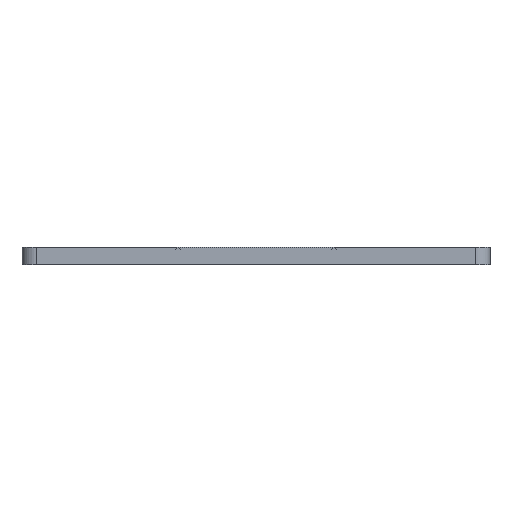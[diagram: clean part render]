
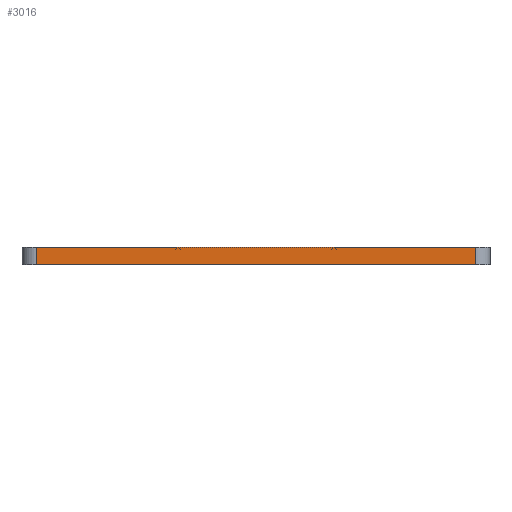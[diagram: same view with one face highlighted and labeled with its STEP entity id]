
A CAD part, front view. The second image highlights one B-rep face of the part: STEP entity #3016.
In plain terms, the highlighted planar face has unit normal (0, -1, 0).
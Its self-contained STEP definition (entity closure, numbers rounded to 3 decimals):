
#203 = DIRECTION ( 'NONE',  ( 1., 0., 0. ) ) ;
#297 = EDGE_CURVE ( 'NONE', #3675, #3996, #2972, .T. ) ;
#444 = CARTESIAN_POINT ( 'NONE',  ( -59., -84., 4.65 ) ) ;
#446 = ORIENTED_EDGE ( 'NONE', *, *, #297, .T. ) ;
#462 = CARTESIAN_POINT ( 'NONE',  ( -59., -84., 0. ) ) ;
#570 = ORIENTED_EDGE ( 'NONE', *, *, #1749, .F. ) ;
#634 = VECTOR ( 'NONE', #203, 1000. ) ;
#650 = EDGE_LOOP ( 'NONE', ( #2232, #3910, #976, #1437, #570, #446 ) ) ;
#801 = CARTESIAN_POINT ( 'NONE',  ( 59., -84., 0. ) ) ;
#854 = EDGE_CURVE ( 'NONE', #2862, #2226, #2476, .T. ) ;
#879 = CARTESIAN_POINT ( 'NONE',  ( -59., -84., 0. ) ) ;
#889 = DIRECTION ( 'NONE',  ( 1., 0., 0. ) ) ;
#945 = DIRECTION ( 'NONE',  ( 0., 1., 0. ) ) ;
#976 = ORIENTED_EDGE ( 'NONE', *, *, #854, .F. ) ;
#1068 = CARTESIAN_POINT ( 'NONE',  ( -59., -84., 4.65 ) ) ;
#1145 = DIRECTION ( 'NONE',  ( 0., 0., 1. ) ) ;
#1291 = VERTEX_POINT ( 'NONE', #1068 ) ;
#1318 = CARTESIAN_POINT ( 'NONE',  ( 59., -84., 4.65 ) ) ;
#1437 = ORIENTED_EDGE ( 'NONE', *, *, #2899, .F. ) ;
#1446 = LINE ( 'NONE', #1493, #4127 ) ;
#1493 = CARTESIAN_POINT ( 'NONE',  ( -59., -84., 4.65 ) ) ;
#1534 = DIRECTION ( 'NONE',  ( 1., 0., 0. ) ) ;
#1624 = DIRECTION ( 'NONE',  ( 1., 0., 0. ) ) ;
#1749 = EDGE_CURVE ( 'NONE', #3675, #1291, #3484, .T. ) ;
#1758 = VECTOR ( 'NONE', #3194, 1000. ) ;
#1983 = LINE ( 'NONE', #3189, #634 ) ;
#2087 = CARTESIAN_POINT ( 'NONE',  ( -59., -84., 0. ) ) ;
#2181 = AXIS2_PLACEMENT_3D ( 'NONE', #879, #945, #1624 ) ;
#2197 = CARTESIAN_POINT ( 'NONE',  ( -21., -84., 4.65 ) ) ;
#2226 = VERTEX_POINT ( 'NONE', #2841 ) ;
#2232 = ORIENTED_EDGE ( 'NONE', *, *, #2951, .T. ) ;
#2259 = EDGE_CURVE ( 'NONE', #2226, #2659, #1983, .T. ) ;
#2476 = LINE ( 'NONE', #444, #3921 ) ;
#2647 = CARTESIAN_POINT ( 'NONE',  ( 59., -84., 0. ) ) ;
#2659 = VERTEX_POINT ( 'NONE', #1318 ) ;
#2841 = CARTESIAN_POINT ( 'NONE',  ( 21., -84., 4.65 ) ) ;
#2862 = VERTEX_POINT ( 'NONE', #2197 ) ;
#2899 = EDGE_CURVE ( 'NONE', #1291, #2862, #1446, .T. ) ;
#2951 = EDGE_CURVE ( 'NONE', #3996, #2659, #3176, .T. ) ;
#2972 = LINE ( 'NONE', #3267, #3776 ) ;
#3016 = ADVANCED_FACE ( 'NONE', ( #3919 ), #3877, .F. ) ;
#3176 = LINE ( 'NONE', #801, #1758 ) ;
#3189 = CARTESIAN_POINT ( 'NONE',  ( -59., -84., 4.65 ) ) ;
#3194 = DIRECTION ( 'NONE',  ( 0., 0., 1. ) ) ;
#3267 = CARTESIAN_POINT ( 'NONE',  ( -59., -84., 0. ) ) ;
#3288 = DIRECTION ( 'NONE',  ( 1., 0., 0. ) ) ;
#3484 = LINE ( 'NONE', #2087, #3700 ) ;
#3675 = VERTEX_POINT ( 'NONE', #462 ) ;
#3700 = VECTOR ( 'NONE', #1145, 1000. ) ;
#3776 = VECTOR ( 'NONE', #889, 1000. ) ;
#3877 = PLANE ( 'NONE',  #2181 ) ;
#3910 = ORIENTED_EDGE ( 'NONE', *, *, #2259, .F. ) ;
#3919 = FACE_OUTER_BOUND ( 'NONE', #650, .T. ) ;
#3921 = VECTOR ( 'NONE', #3288, 1000. ) ;
#3996 = VERTEX_POINT ( 'NONE', #2647 ) ;
#4127 = VECTOR ( 'NONE', #1534, 1000. ) ;
